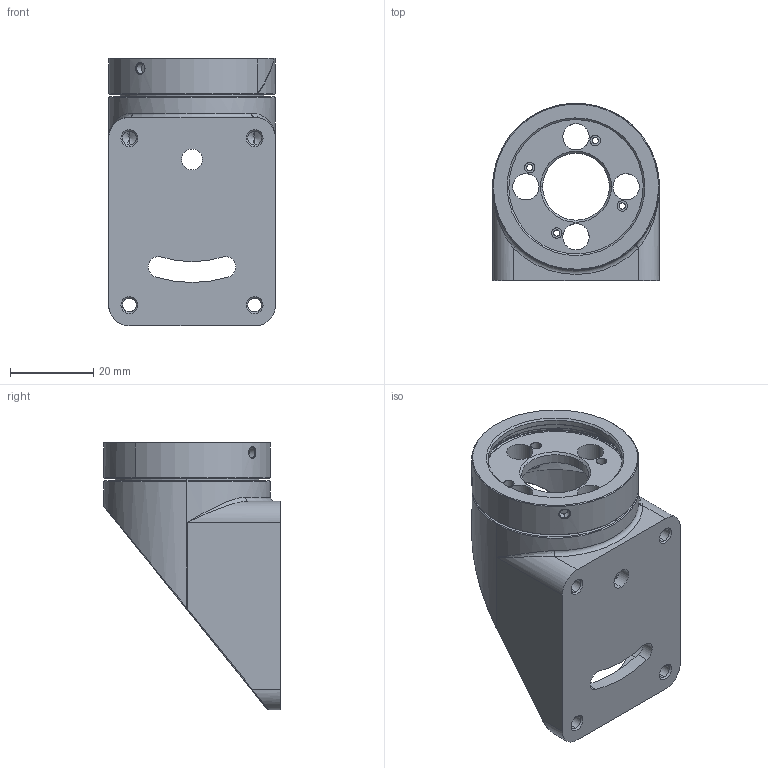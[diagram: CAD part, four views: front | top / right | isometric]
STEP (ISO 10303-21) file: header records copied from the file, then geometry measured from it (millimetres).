
FILE_DESCRIPTION (( 'STEP AP214' ), '1' );
FILE_NAME ('RS1-1010.STEP', '2018-11-18T21:05:07', ( 'Michael Bailey' ), ( '' ), 'SwSTEP 2.0', 'SolidWorks 2016', '' );
FILE_SCHEMA (( 'AUTOMOTIVE_DESIGN' ));
Length unit declared in the file: millimetre
Products named in the file (3): RS1-181; RS1-1010; RS1-182
Assembly tree (2 placements, depth 2):
  RS1-1010
    RS1-181
    RS1-182
Bounding box: 40 x 42.4 x 64.2 mm (x, y, z)
Volume: 26202.5 mm3; surface area: 15753.2 mm2
Topology: 2 solids, 2 shells, 176 faces, 426 edges, 262 vertices
Faces by surface type: cylinder 93, cone 35, plane 25, bspline 22, torus 1
Entity records: 10472 total; most frequent: CARTESIAN_POINT 6404, ORIENTED_EDGE 840, DIRECTION 768, EDGE_CURVE 420, AXIS2_PLACEMENT_3D 310, VERTEX_POINT 262, EDGE_LOOP 218, FACE_OUTER_BOUND 176
